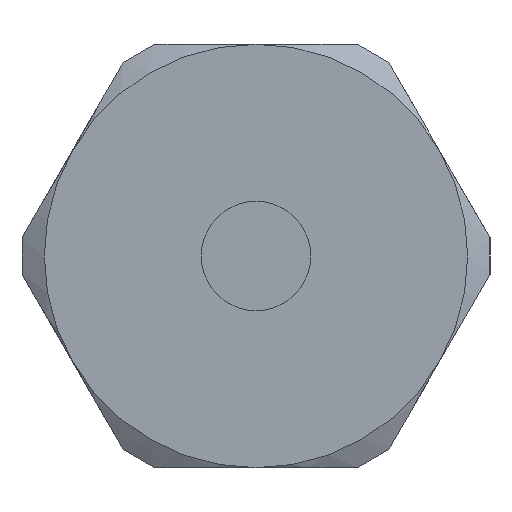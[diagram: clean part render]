
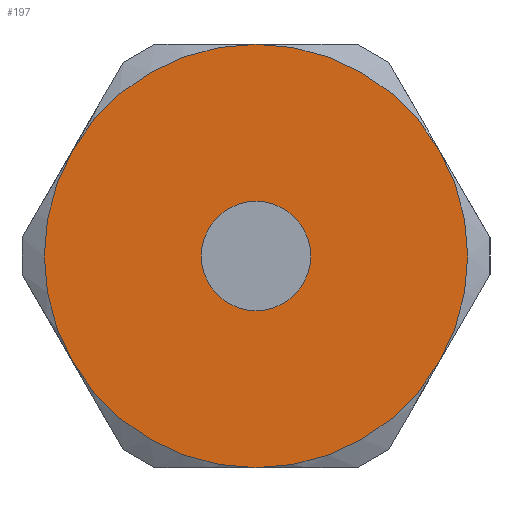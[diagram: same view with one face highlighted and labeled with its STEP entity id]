
A CAD part, left-side view. The second image highlights one B-rep face of the part: STEP entity #197.
In plain terms, the highlighted planar face has unit normal (-1, 0, 0).
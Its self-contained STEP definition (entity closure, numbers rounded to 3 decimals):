
#197 = ADVANCED_FACE( '', ( #399, #400 ), #401, .F. );
#399 = FACE_OUTER_BOUND( '', #613, .T. );
#400 = FACE_BOUND( '', #614, .T. );
#401 = PLANE( '', #615 );
#613 = EDGE_LOOP( '', ( #987, #988, #989, #990, #991, #992 ) );
#614 = EDGE_LOOP( '', ( #993 ) );
#615 = AXIS2_PLACEMENT_3D( '', #994, #995, #996 );
#987 = ORIENTED_EDGE( '', *, *, #1335, .F. );
#988 = ORIENTED_EDGE( '', *, *, #1382, .F. );
#989 = ORIENTED_EDGE( '', *, *, #1376, .F. );
#990 = ORIENTED_EDGE( '', *, *, #1373, .F. );
#991 = ORIENTED_EDGE( '', *, *, #1267, .F. );
#992 = ORIENTED_EDGE( '', *, *, #1383, .F. );
#993 = ORIENTED_EDGE( '', *, *, #1295, .T. );
#994 = CARTESIAN_POINT( '', ( 0., 0., 0. ) );
#995 = DIRECTION( '', ( 1., 0., 0. ) );
#996 = DIRECTION( '', ( 0., 0., -1. ) );
#1267 = EDGE_CURVE( '', #1491, #1493, #1494, .T. );
#1295 = EDGE_CURVE( '', #1542, #1542, #1543, .T. );
#1335 = EDGE_CURVE( '', #1579, #1511, #1604, .T. );
#1373 = EDGE_CURVE( '', #1493, #1599, #1655, .T. );
#1376 = EDGE_CURVE( '', #1599, #1658, #1659, .T. );
#1382 = EDGE_CURVE( '', #1658, #1579, #1665, .T. );
#1383 = EDGE_CURVE( '', #1511, #1491, #1666, .T. );
#1491 = VERTEX_POINT( '', #1831 );
#1493 = VERTEX_POINT( '', #1838 );
#1494 = CIRCLE( '', #1839, 9.5 );
#1511 = VERTEX_POINT( '', #1874 );
#1542 = VERTEX_POINT( '', #1945 );
#1543 = CIRCLE( '', #1946, 2.459 );
#1579 = VERTEX_POINT( '', #2004 );
#1599 = VERTEX_POINT( '', #2062 );
#1604 = CIRCLE( '', #2082, 9.5 );
#1655 = CIRCLE( '', #2196, 9.5 );
#1658 = VERTEX_POINT( '', #2204 );
#1659 = CIRCLE( '', #2205, 9.5 );
#1665 = CIRCLE( '', #2221, 9.5 );
#1666 = CIRCLE( '', #2222, 9.5 );
#1831 = CARTESIAN_POINT( '', ( 0., 0., 9.5 ) );
#1838 = CARTESIAN_POINT( '', ( 0., -8.227, 4.75 ) );
#1839 = AXIS2_PLACEMENT_3D( '', #2359, #2360, #2361 );
#1874 = CARTESIAN_POINT( '', ( 0., 8.227, 4.75 ) );
#1945 = CARTESIAN_POINT( '', ( 0., 0., -2.459 ) );
#1946 = AXIS2_PLACEMENT_3D( '', #2377, #2378, #2379 );
#2004 = CARTESIAN_POINT( '', ( 0., 8.227, -4.75 ) );
#2062 = CARTESIAN_POINT( '', ( 0., -8.227, -4.75 ) );
#2082 = AXIS2_PLACEMENT_3D( '', #2406, #2407, #2408 );
#2196 = AXIS2_PLACEMENT_3D( '', #2437, #2438, #2439 );
#2204 = CARTESIAN_POINT( '', ( 0., 0., -9.5 ) );
#2205 = AXIS2_PLACEMENT_3D( '', #2440, #2441, #2442 );
#2221 = AXIS2_PLACEMENT_3D( '', #2446, #2447, #2448 );
#2222 = AXIS2_PLACEMENT_3D( '', #2449, #2450, #2451 );
#2359 = CARTESIAN_POINT( '', ( 0., 0., 0. ) );
#2360 = DIRECTION( '', ( 1., 0., 0. ) );
#2361 = DIRECTION( '', ( 0., 0., -1. ) );
#2377 = CARTESIAN_POINT( '', ( 0., 0., 0. ) );
#2378 = DIRECTION( '', ( 1., 0., 0. ) );
#2379 = DIRECTION( '', ( 0., 0., -1. ) );
#2406 = CARTESIAN_POINT( '', ( 0., 0., 0. ) );
#2407 = DIRECTION( '', ( 1., 0., 0. ) );
#2408 = DIRECTION( '', ( 0., 0., -1. ) );
#2437 = CARTESIAN_POINT( '', ( 0., 0., 0. ) );
#2438 = DIRECTION( '', ( 1., 0., 0. ) );
#2439 = DIRECTION( '', ( 0., 0., -1. ) );
#2440 = CARTESIAN_POINT( '', ( 0., 0., 0. ) );
#2441 = DIRECTION( '', ( 1., 0., 0. ) );
#2442 = DIRECTION( '', ( 0., 0., -1. ) );
#2446 = CARTESIAN_POINT( '', ( 0., 0., 0. ) );
#2447 = DIRECTION( '', ( 1., 0., 0. ) );
#2448 = DIRECTION( '', ( 0., 0., -1. ) );
#2449 = CARTESIAN_POINT( '', ( 0., 0., 0. ) );
#2450 = DIRECTION( '', ( 1., 0., 0. ) );
#2451 = DIRECTION( '', ( 0., 0., -1. ) );
